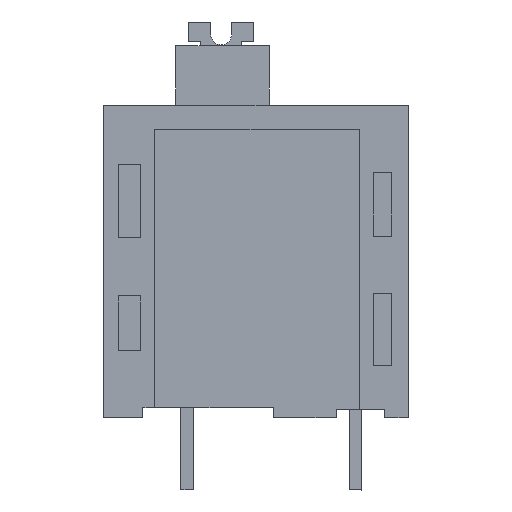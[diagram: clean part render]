
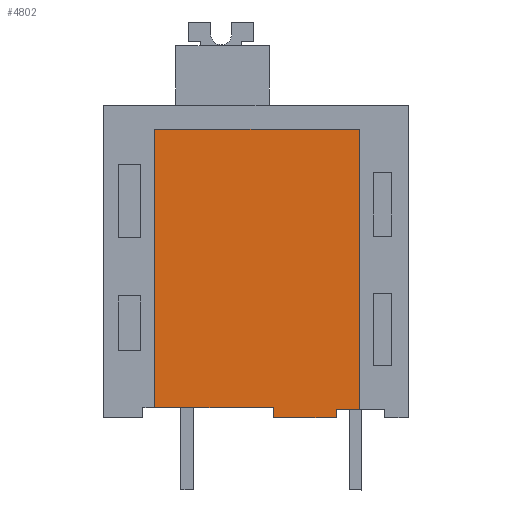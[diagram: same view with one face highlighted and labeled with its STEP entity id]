
A CAD part, left-side view. The second image highlights one B-rep face of the part: STEP entity #4802.
In plain terms, the highlighted planar face has unit normal (-1, 0, 0).
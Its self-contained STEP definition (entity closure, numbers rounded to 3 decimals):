
#4778=AXIS2_PLACEMENT_3D('Plane Axis2P3D',#4775,#4776,#4777) ;
#355=CARTESIAN_POINT('Vertex',(1.1,6.55,4.)) ;
#358=CARTESIAN_POINT('Line Origine',(1.1,9.439,4.)) ;
#362=CARTESIAN_POINT('Vertex',(1.1,12.329,4.)) ;
#389=CARTESIAN_POINT('Line Origine',(1.1,12.329,10.764)) ;
#393=CARTESIAN_POINT('Vertex',(1.1,12.329,17.529)) ;
#418=CARTESIAN_POINT('Vertex',(1.1,2.371,17.529)) ;
#421=CARTESIAN_POINT('Line Origine',(1.1,7.35,17.529)) ;
#439=CARTESIAN_POINT('Line Origine',(1.1,2.371,10.714)) ;
#443=CARTESIAN_POINT('Vertex',(1.1,2.371,3.9)) ;
#468=CARTESIAN_POINT('Vertex',(1.1,3.5,3.9)) ;
#485=CARTESIAN_POINT('Line Origine',(1.1,2.936,3.9)) ;
#4759=CARTESIAN_POINT('Vertex',(1.1,6.55,3.5)) ;
#4762=CARTESIAN_POINT('Line Origine',(1.1,6.55,3.75)) ;
#4775=CARTESIAN_POINT('Axis2P3D Location',(1.1,14.8,0.)) ;
#4780=CARTESIAN_POINT('Line Origine',(1.1,5.025,3.5)) ;
#4784=CARTESIAN_POINT('Vertex',(1.1,3.5,3.5)) ;
#4787=CARTESIAN_POINT('Line Origine',(1.1,3.5,3.7)) ;
#359=DIRECTION('Vector Direction',(0.,1.,0.)) ;
#390=DIRECTION('Vector Direction',(0.,0.,-1.)) ;
#422=DIRECTION('Vector Direction',(0.,-1.,0.)) ;
#440=DIRECTION('Vector Direction',(0.,0.,1.)) ;
#486=DIRECTION('Vector Direction',(0.,-1.,0.)) ;
#4763=DIRECTION('Vector Direction',(0.,0.,1.)) ;
#4776=DIRECTION('Axis2P3D Direction',(-1.,0.,0.)) ;
#4777=DIRECTION('Axis2P3D XDirection',(0.,-1.,0.)) ;
#4781=DIRECTION('Vector Direction',(0.,1.,0.)) ;
#4788=DIRECTION('Vector Direction',(0.,0.,1.)) ;
#360=VECTOR('Line Direction',#359,1.) ;
#391=VECTOR('Line Direction',#390,1.) ;
#423=VECTOR('Line Direction',#422,1.) ;
#441=VECTOR('Line Direction',#440,1.) ;
#487=VECTOR('Line Direction',#486,1.) ;
#4764=VECTOR('Line Direction',#4763,1.) ;
#4782=VECTOR('Line Direction',#4781,1.) ;
#4789=VECTOR('Line Direction',#4788,1.) ;
#4793=ORIENTED_EDGE('',*,*,#364,.F.) ;
#4794=ORIENTED_EDGE('',*,*,#4766,.F.) ;
#4795=ORIENTED_EDGE('',*,*,#4786,.T.) ;
#4796=ORIENTED_EDGE('',*,*,#4791,.T.) ;
#4797=ORIENTED_EDGE('',*,*,#489,.T.) ;
#4798=ORIENTED_EDGE('',*,*,#445,.T.) ;
#4799=ORIENTED_EDGE('',*,*,#425,.T.) ;
#4800=ORIENTED_EDGE('',*,*,#395,.T.) ;
#4802=ADVANCED_FACE('HOUSING',(#4801),#4779,.T.) ;
#364=EDGE_CURVE('',#356,#363,#361,.T.) ;
#395=EDGE_CURVE('',#394,#363,#392,.T.) ;
#425=EDGE_CURVE('',#419,#394,#424,.F.) ;
#445=EDGE_CURVE('',#444,#419,#442,.T.) ;
#489=EDGE_CURVE('',#469,#444,#488,.T.) ;
#4766=EDGE_CURVE('',#4760,#356,#4765,.T.) ;
#4786=EDGE_CURVE('',#4760,#4785,#4783,.F.) ;
#4791=EDGE_CURVE('',#4785,#469,#4790,.T.) ;
#4792=EDGE_LOOP('',(#4793,#4794,#4795,#4796,#4797,#4798,#4799,#4800)) ;
#4801=FACE_OUTER_BOUND('',#4792,.T.) ;
#361=LINE('Line',#358,#360) ;
#392=LINE('Line',#389,#391) ;
#424=LINE('Line',#421,#423) ;
#442=LINE('Line',#439,#441) ;
#488=LINE('Line',#485,#487) ;
#4765=LINE('Line',#4762,#4764) ;
#4783=LINE('Line',#4780,#4782) ;
#4790=LINE('Line',#4787,#4789) ;
#4779=PLANE('',#4778) ;
#356=VERTEX_POINT('',#355) ;
#363=VERTEX_POINT('',#362) ;
#394=VERTEX_POINT('',#393) ;
#419=VERTEX_POINT('',#418) ;
#444=VERTEX_POINT('',#443) ;
#469=VERTEX_POINT('',#468) ;
#4760=VERTEX_POINT('',#4759) ;
#4785=VERTEX_POINT('',#4784) ;
